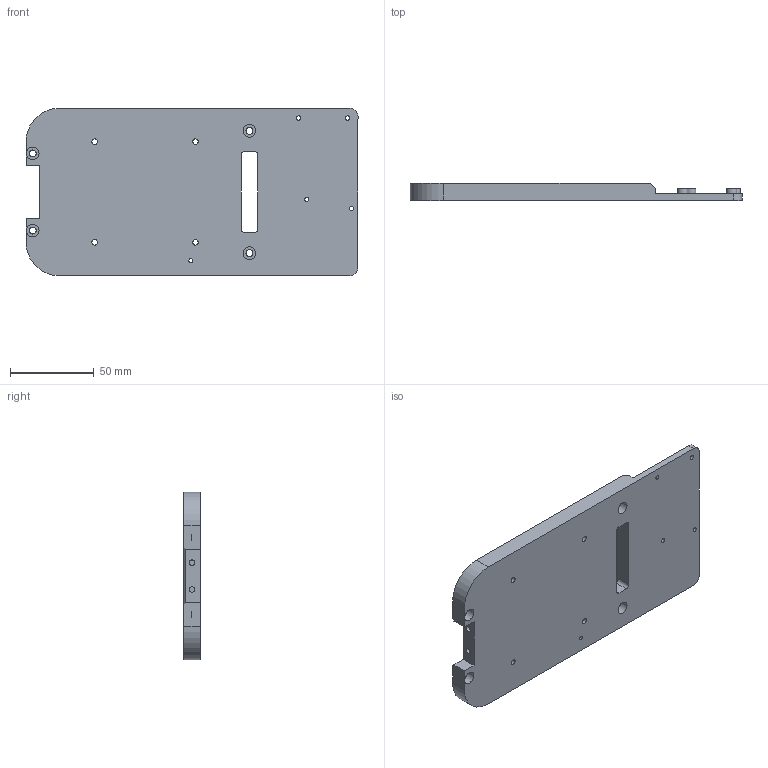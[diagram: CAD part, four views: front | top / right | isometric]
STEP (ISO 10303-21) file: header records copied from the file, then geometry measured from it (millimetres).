
FILE_DESCRIPTION(/* description */ ('','CAx-IF Rec.Pracs.---Representation and Presentation of Product Manufacturing Information (PMI)---4.0---2014-10-13'),/* implementation_level */ '2;1');
FILE_NAME(/* name */ '',/* time_stamp */ '2024-12-07T12:10:28+08:00',/* author */ (''),/* organization */ (''),/* preprocessor_version */ 'ST-DEVELOPER v20',/* originating_system */ 'Autodesk Translation Framework v13.20.0.188',/* authorisation */ '');
FILE_SCHEMA (('AP242_MANAGED_MODEL_BASED_3D_ENGINEERING_MIM_LF { 1 0 10303 442 1 1 4 }'));
Length unit declared in the file: millimetre
Products named in the file (1): 底板
Bounding box: 198 x 10 x 100 mm (x, y, z)
Volume: 155826.6 mm3; surface area: 45538.6 mm2
Topology: 1 solids, 1 shells, 69 faces, 161 edges, 104 vertices
Faces by surface type: plane 34, cylinder 31, cone 4
Full cylindrical faces by diameter (mm): 2.5 x5, 3.3 x6, 4.1 x4, 6 x4, 7.6 x4
Entity records: 2077 total; most frequent: DIRECTION 367, CARTESIAN_POINT 335, ORIENTED_EDGE 322, EDGE_CURVE 161, AXIS2_PLACEMENT_3D 136, EDGE_LOOP 107, VERTEX_POINT 104, LINE 95
